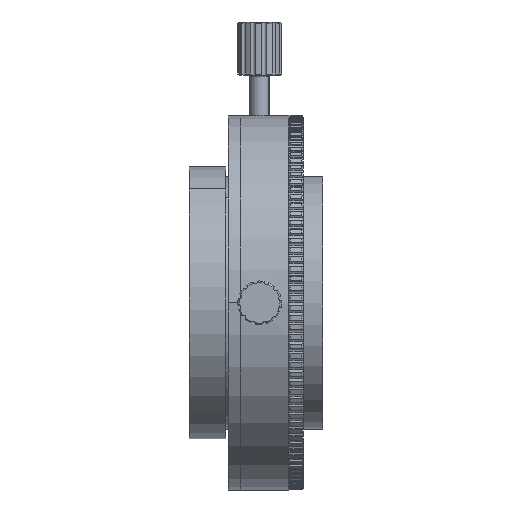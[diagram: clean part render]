
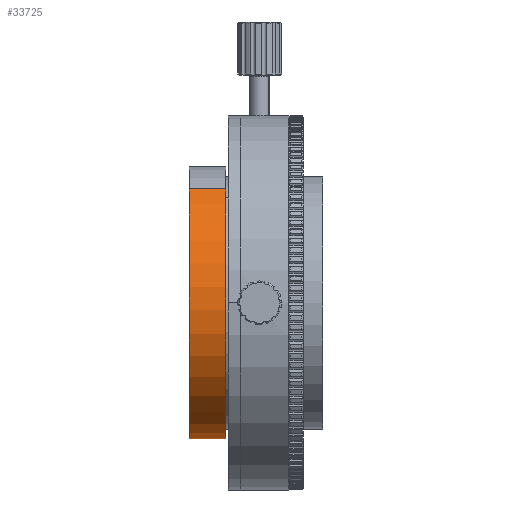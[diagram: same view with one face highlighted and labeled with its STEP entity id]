
A CAD part, left-side view. The second image highlights one B-rep face of the part: STEP entity #33725.
In plain terms, the highlighted cylindrical face has radius 28 mm (diameter 56 mm), a partial arc.
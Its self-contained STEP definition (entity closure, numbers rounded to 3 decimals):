
#518 = CIRCLE ( 'NONE', #10313, 28. ) ;
#1212 = CARTESIAN_POINT ( 'NONE',  ( 9.353, 24.57, 76.454 ) ) ;
#1869 = DIRECTION ( 'NONE',  ( 0.547, 0., -0.837 ) ) ;
#1978 = CARTESIAN_POINT ( 'NONE',  ( -5.961, 24.57, 99.894 ) ) ;
#4470 = DIRECTION ( 'NONE',  ( 0., 1., 0. ) ) ;
#4636 = AXIS2_PLACEMENT_3D ( 'NONE', #1212, #4470, #14708 ) ;
#6184 = DIRECTION ( 'NONE',  ( 0., 1., 0. ) ) ;
#6240 = VECTOR ( 'NONE', #21277, 1000. ) ;
#6574 = CIRCLE ( 'NONE', #31722, 28. ) ;
#8130 = ORIENTED_EDGE ( 'NONE', *, *, #15033, .F. ) ;
#10313 = AXIS2_PLACEMENT_3D ( 'NONE', #24827, #6184, #16610 ) ;
#12577 = VERTEX_POINT ( 'NONE', #15139 ) ;
#14708 = DIRECTION ( 'NONE',  ( 0.547, 0., -0.837 ) ) ;
#15033 = EDGE_CURVE ( 'NONE', #12577, #22365, #29163, .T. ) ;
#15139 = CARTESIAN_POINT ( 'NONE',  ( 24.667, 17.07, 53.013 ) ) ;
#15189 = CARTESIAN_POINT ( 'NONE',  ( 9.353, 24.57, 76.454 ) ) ;
#15349 = DIRECTION ( 'NONE',  ( 0., 1., 0. ) ) ;
#15883 = EDGE_LOOP ( 'NONE', ( #29853, #27763, #22658, #8130 ) ) ;
#16438 = CARTESIAN_POINT ( 'NONE',  ( 24.667, 24.57, 53.013 ) ) ;
#16610 = DIRECTION ( 'NONE',  ( 0.547, 0., -0.837 ) ) ;
#17303 = CYLINDRICAL_SURFACE ( 'NONE', #4636, 28. ) ;
#18042 = LINE ( 'NONE', #28658, #24219 ) ;
#19382 = VERTEX_POINT ( 'NONE', #25243 ) ;
#21277 = DIRECTION ( 'NONE',  ( 0., 1., 0. ) ) ;
#22301 = EDGE_CURVE ( 'NONE', #12577, #19382, #518, .T. ) ;
#22365 = VERTEX_POINT ( 'NONE', #16438 ) ;
#22658 = ORIENTED_EDGE ( 'NONE', *, *, #27551, .F. ) ;
#22741 = VERTEX_POINT ( 'NONE', #1978 ) ;
#23038 = CARTESIAN_POINT ( 'NONE',  ( 24.667, 24.57, 53.013 ) ) ;
#24219 = VECTOR ( 'NONE', #33784, 1000. ) ;
#24827 = CARTESIAN_POINT ( 'NONE',  ( 9.353, 17.07, 76.454 ) ) ;
#25243 = CARTESIAN_POINT ( 'NONE',  ( -5.961, 17.07, 99.894 ) ) ;
#27551 = EDGE_CURVE ( 'NONE', #22365, #22741, #6574, .T. ) ;
#27763 = ORIENTED_EDGE ( 'NONE', *, *, #31924, .T. ) ;
#28658 = CARTESIAN_POINT ( 'NONE',  ( -5.961, 24.57, 99.894 ) ) ;
#29163 = LINE ( 'NONE', #23038, #6240 ) ;
#29853 = ORIENTED_EDGE ( 'NONE', *, *, #22301, .T. ) ;
#31722 = AXIS2_PLACEMENT_3D ( 'NONE', #15189, #15349, #1869 ) ;
#31924 = EDGE_CURVE ( 'NONE', #19382, #22741, #18042, .T. ) ;
#32711 = FACE_OUTER_BOUND ( 'NONE', #15883, .T. ) ;
#33725 = ADVANCED_FACE ( 'NONE', ( #32711 ), #17303, .T. ) ;
#33784 = DIRECTION ( 'NONE',  ( 0., 1., 0. ) ) ;
